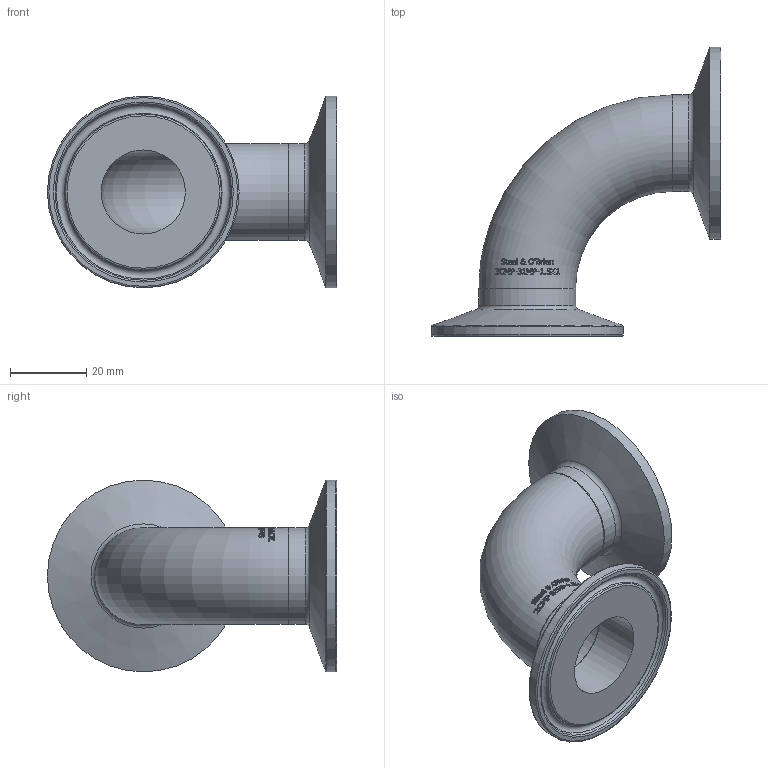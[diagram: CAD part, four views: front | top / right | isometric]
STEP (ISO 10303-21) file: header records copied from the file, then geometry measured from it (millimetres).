
FILE_DESCRIPTION(/* description */ (''),/* implementation_level */ '2;1');
FILE_NAME(/* name */ '2CMP-31MP-1.5X1.stp',/* time_stamp */ '2022-02-22T17:17:44-05:00',/* author */ ('rick'),/* organization */ (''),/* preprocessor_version */ 'ST-DEVELOPER v18.1',/* originating_system */ 'Autodesk Inventor 2020',/* authorisation */ '');
FILE_SCHEMA (('AUTOMOTIVE_DESIGN { 1 0 10303 214 3 1 1 }'));
Length unit declared in the file: inch
Products named in the file (1): 2CMP-31MP-1.5X1
Bounding box: 76 x 76 x 50.39 mm (x, y, z)
Volume: 23135.2 mm3; surface area: 19079.7 mm2
Topology: 1 solids, 1 shells, 476 faces, 1325 edges, 896 vertices
Faces by surface type: plane 209, bspline 197, torus 57, cone 7, cylinder 6
Full cylindrical faces by diameter (mm): 22.098 x2, 25.4 x2, 50.394 x2
Entity records: 19709 total; most frequent: CARTESIAN_POINT 9389, ORIENTED_EDGE 2650, EDGE_CURVE 1325, DIRECTION 1207, VERTEX_POINT 896, B_SPLINE_CURVE_WITH_KNOTS 796, EDGE_LOOP 523, FACE_OUTER_BOUND 476
